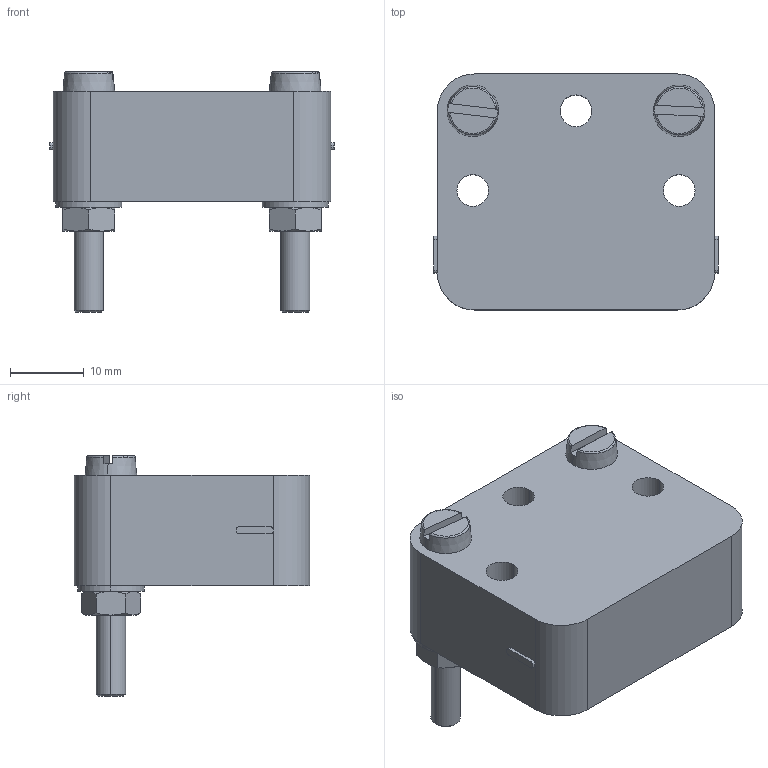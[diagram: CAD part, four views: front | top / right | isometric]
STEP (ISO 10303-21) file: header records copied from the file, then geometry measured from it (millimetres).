
FILE_DESCRIPTION (( 'STEP AP203' ), '1' );
FILE_NAME ('PCUR202-1KJ.step', '2021-07-07T10:22:26', ( '' ), ( '' ), 'SwSTEP 2.0', 'SolidWorks 2021', '' );
FILE_SCHEMA (( 'CONFIG_CONTROL_DESIGN' ));
Length unit declared in the file: millimetre
Products named in the file (1): PCUR202-1KJ
Bounding box: 38.6 x 32 x 32.6 mm (x, y, z)
Volume: 17833 mm3; surface area: 6839.1 mm2
Topology: 7 solids, 7 shells, 124 faces, 292 edges, 184 vertices
Faces by surface type: plane 50, cylinder 38, cone 32, torus 4
Entity records: 4109 total; most frequent: CARTESIAN_POINT 1173, DIRECTION 602, ORIENTED_EDGE 584, EDGE_CURVE 292, AXIS2_PLACEMENT_3D 249, VERTEX_POINT 184, EDGE_LOOP 144, ADVANCED_FACE 124
